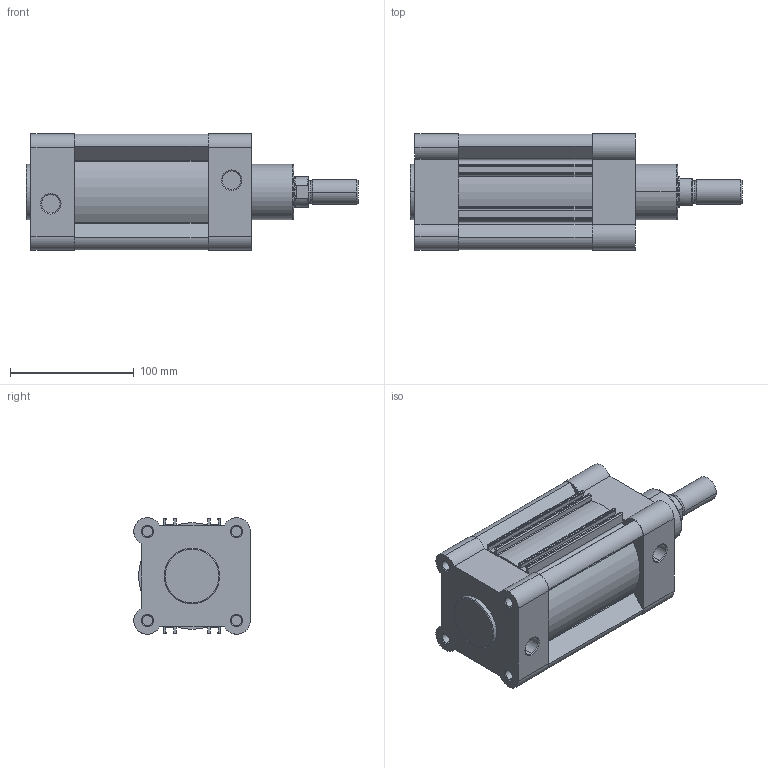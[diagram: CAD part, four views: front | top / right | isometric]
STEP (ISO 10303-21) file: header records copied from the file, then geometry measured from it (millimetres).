
FILE_DESCRIPTION (( 'STEP AP214' ), '1' );
FILE_NAME ('PMT80x50CYLINDER.STEP', '2012-05-17T06:48:54', ( '' ), ( '' ), 'SwSTEP 2.0', 'SolidWorks 2010', '' );
FILE_SCHEMA (( 'AUTOMOTIVE_DESIGN' ));
Length unit declared in the file: millimetre
Products named in the file (5): PMT  80 ARKA KAPAK; PMT  80   BORU; PMT 80 on kapak; PMT  80 M尳; PMT80x50CYLINDER
Assembly tree (4 placements, depth 2):
  PMT80x50CYLINDER
    PMT  80   BORU
    PMT  80 ARKA KAPAK
    PMT 80 on kapak
    PMT  80 M尳
Bounding box: 268 x 93.97 x 94 mm (x, y, z)
Volume: 1107142.1 mm3; surface area: 207900 mm2
Topology: 4 solids, 4 shells, 226 faces, 570 edges, 368 vertices
Faces by surface type: cylinder 100, plane 90, cone 26, torus 10
Entity records: 7320 total; most frequent: DIRECTION 1262, CARTESIAN_POINT 1243, ORIENTED_EDGE 1140, EDGE_CURVE 570, AXIS2_PLACEMENT_3D 475, VERTEX_POINT 368, LINE 312, VECTOR 312
